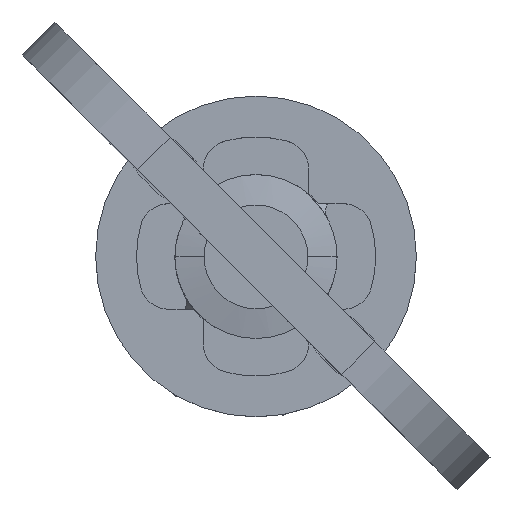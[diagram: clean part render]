
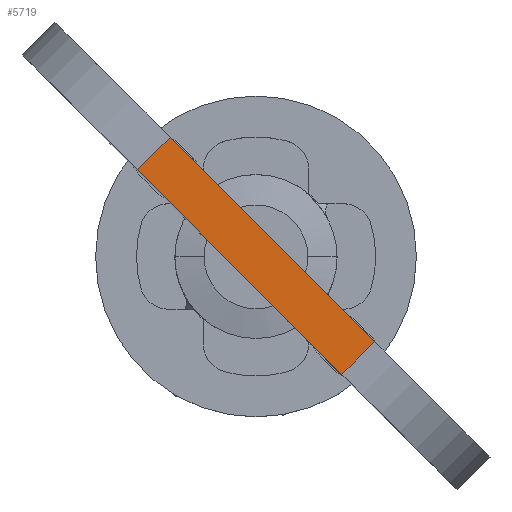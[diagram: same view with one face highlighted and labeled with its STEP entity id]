
A CAD part, top view. The second image highlights one B-rep face of the part: STEP entity #5719.
In plain terms, the highlighted planar face has unit normal (0, 0, 1).
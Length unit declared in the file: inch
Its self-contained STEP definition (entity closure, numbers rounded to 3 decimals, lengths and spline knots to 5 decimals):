
#4 = CARTESIAN_POINT ( 'NONE',  ( -0.32017, 0.23178, 2.38507 ) ) ;
#271 = VECTOR ( 'NONE', #1892, 39.37008 ) ;
#434 = LINE ( 'NONE', #4745, #7480 ) ;
#887 = LINE ( 'NONE', #4365, #10990 ) ;
#1563 = CARTESIAN_POINT ( 'NONE',  ( 0.32017, -0.23178, 2.38507 ) ) ;
#1892 = DIRECTION ( 'NONE',  ( -0.707, 0.707, 0. ) ) ;
#1908 = VECTOR ( 'NONE', #5039, 39.37008 ) ;
#1955 = DIRECTION ( 'NONE',  ( 0., 0., -1. ) ) ;
#2621 = VERTEX_POINT ( 'NONE', #1563 ) ;
#2835 = EDGE_LOOP ( 'NONE', ( #14198, #15482, #15027, #15999 ) ) ;
#2964 = VERTEX_POINT ( 'NONE', #14089 ) ;
#3210 = CARTESIAN_POINT ( 'NONE',  ( 0.04419, 0.04419, 2.38507 ) ) ;
#4365 = CARTESIAN_POINT ( 'NONE',  ( -1.09824, -1.65018, 2.38507 ) ) ;
#4745 = CARTESIAN_POINT ( 'NONE',  ( -1.65018, -1.09824, 2.38507 ) ) ;
#5039 = DIRECTION ( 'NONE',  ( 0.707, -0.707, 0. ) ) ;
#5668 = DIRECTION ( 'NONE',  ( 0.707, 0.707, 0. ) ) ;
#5684 = EDGE_CURVE ( 'NONE', #2621, #13924, #14353, .T. ) ;
#5719 = ADVANCED_FACE ( 'NONE', ( #10349 ), #5835, .F. ) ;
#5835 = PLANE ( 'NONE',  #6017 ) ;
#6017 = AXIS2_PLACEMENT_3D ( 'NONE', #15146, #1955, #11169 ) ;
#6038 = DIRECTION ( 'NONE',  ( 0.707, 0.707, 0. ) ) ;
#6129 = VERTEX_POINT ( 'NONE', #4 ) ;
#6346 = CARTESIAN_POINT ( 'NONE',  ( -0.04419, -0.04419, 2.38507 ) ) ;
#7480 = VECTOR ( 'NONE', #6038, 39.37008 ) ;
#8432 = EDGE_CURVE ( 'NONE', #2964, #2621, #887, .T. ) ;
#9169 = EDGE_CURVE ( 'NONE', #6129, #13924, #434, .T. ) ;
#10349 = FACE_OUTER_BOUND ( 'NONE', #2835, .T. ) ;
#10990 = VECTOR ( 'NONE', #5668, 39.37008 ) ;
#11169 = DIRECTION ( 'NONE',  ( -1., 0., 0. ) ) ;
#13924 = VERTEX_POINT ( 'NONE', #16159 ) ;
#14089 = CARTESIAN_POINT ( 'NONE',  ( 0.23178, -0.32017, 2.38507 ) ) ;
#14194 = EDGE_CURVE ( 'NONE', #6129, #2964, #15159, .T. ) ;
#14198 = ORIENTED_EDGE ( 'NONE', *, *, #9169, .F. ) ;
#14353 = LINE ( 'NONE', #3210, #271 ) ;
#15027 = ORIENTED_EDGE ( 'NONE', *, *, #8432, .T. ) ;
#15146 = CARTESIAN_POINT ( 'NONE',  ( -1.37421, -1.37421, 2.38507 ) ) ;
#15159 = LINE ( 'NONE', #6346, #1908 ) ;
#15482 = ORIENTED_EDGE ( 'NONE', *, *, #14194, .T. ) ;
#15999 = ORIENTED_EDGE ( 'NONE', *, *, #5684, .T. ) ;
#16159 = CARTESIAN_POINT ( 'NONE',  ( -0.23178, 0.32017, 2.38507 ) ) ;
